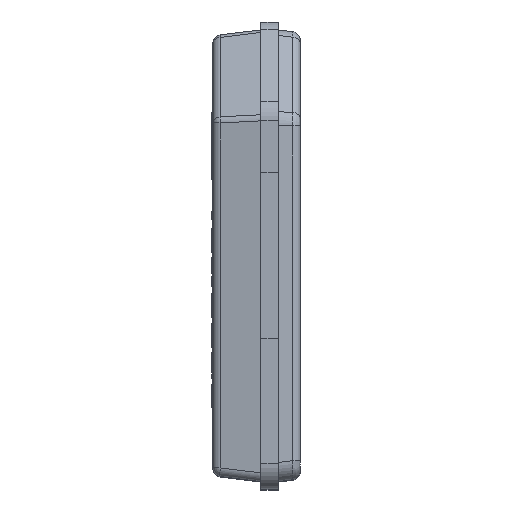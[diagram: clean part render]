
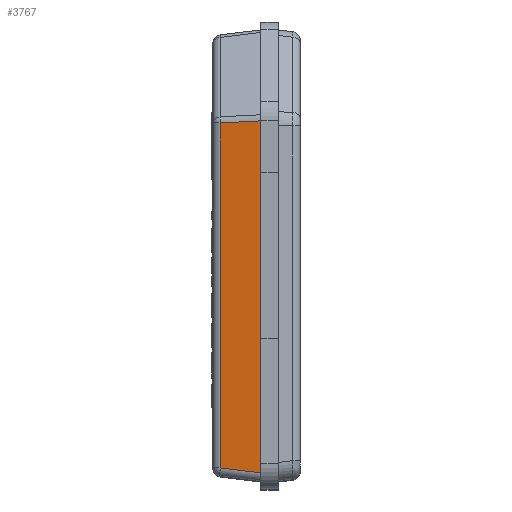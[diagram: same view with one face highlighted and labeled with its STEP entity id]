
A CAD part, top view. The second image highlights one B-rep face of the part: STEP entity #3767.
In plain terms, the highlighted planar face has unit normal (-0.122, 0, 0.993).
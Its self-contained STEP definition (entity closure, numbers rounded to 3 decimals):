
#126=PLANE('',#4032);
#298=LINE('',#5325,#723);
#303=LINE('',#5349,#728);
#311=LINE('',#5371,#736);
#320=LINE('',#5393,#745);
#723=VECTOR('',#4312,1.);
#728=VECTOR('',#4339,1.);
#736=VECTOR('',#4365,1.);
#745=VECTOR('',#4392,1.);
#1210=FACE_OUTER_BOUND('',#1437,.T.);
#1437=EDGE_LOOP('',(#2723,#2724,#2725,#2726));
#1728=VERTEX_POINT('',#5313);
#1731=VERTEX_POINT('',#5323);
#1735=VERTEX_POINT('',#5338);
#1738=VERTEX_POINT('',#5345);
#2094=EDGE_CURVE('',#1731,#1728,#298,.T.);
#2106=EDGE_CURVE('',#1735,#1738,#303,.T.);
#2118=EDGE_CURVE('',#1728,#1735,#311,.T.);
#2129=EDGE_CURVE('',#1738,#1731,#320,.T.);
#2723=ORIENTED_EDGE('',*,*,#2094,.F.);
#2724=ORIENTED_EDGE('',*,*,#2129,.F.);
#2725=ORIENTED_EDGE('',*,*,#2106,.F.);
#2726=ORIENTED_EDGE('',*,*,#2118,.F.);
#3767=ADVANCED_FACE('',(#1210),#126,.T.);
#4032=AXIS2_PLACEMENT_3D('',#5395,#4395,#4396);
#4312=DIRECTION('',(-0.985,0.121,-0.121));
#4339=DIRECTION('',(0.991,0.05,0.122));
#4365=DIRECTION('',(0.,1.,0.));
#4392=DIRECTION('',(0.,-1.,0.));
#4395=DIRECTION('center_axis',(-0.122,0.,
0.993));
#4396=DIRECTION('ref_axis',(0.,1.,0.));
#5313=CARTESIAN_POINT('',(-0.562,-2.424,4.133));
#5323=CARTESIAN_POINT('',(-0.1,-2.481,4.19));
#5325=CARTESIAN_POINT('',(-0.336,-2.452,4.161));
#5338=CARTESIAN_POINT('',(-0.562,1.515,4.133));
#5345=CARTESIAN_POINT('',(-0.1,1.539,4.19));
#5349=CARTESIAN_POINT('',(-0.133,1.537,4.186));
#5371=CARTESIAN_POINT('',(-0.562,0.738,4.133));
#5393=CARTESIAN_POINT('',(-0.1,1.58,4.19));
#5395=CARTESIAN_POINT('Origin',(-0.1,1.58,4.19));
